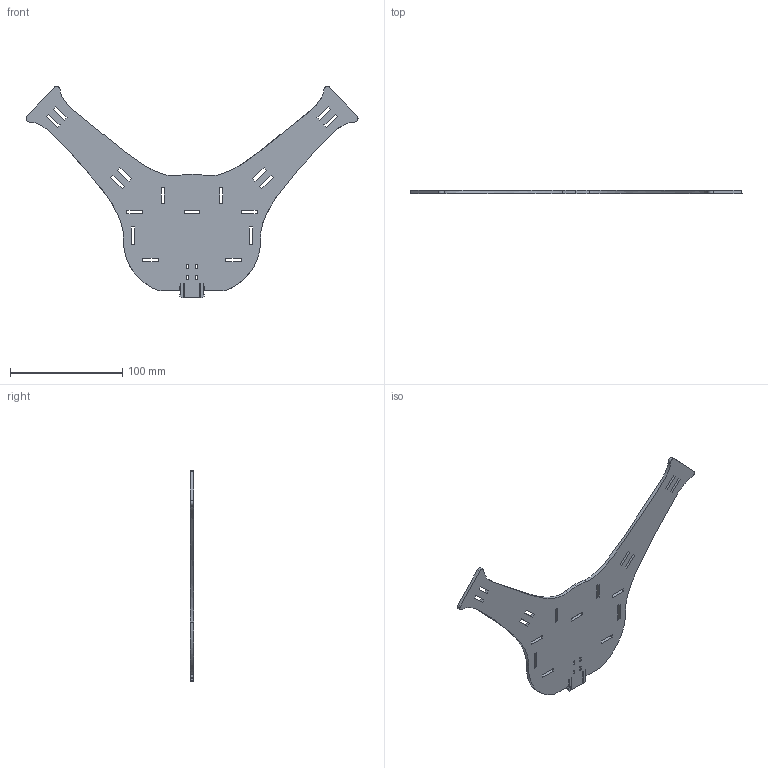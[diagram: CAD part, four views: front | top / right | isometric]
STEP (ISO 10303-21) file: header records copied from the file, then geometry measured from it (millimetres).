
FILE_DESCRIPTION (( 'STEP AP203' ), '1' );
FILE_NAME ('frame-1-1.step', '2015-02-17T13:08:36', ( 'Cesar' ), ( '' ), 'SwSTEP 2.0', 'SolidWorks 2013', '' );
FILE_SCHEMA (( 'CONFIG_CONTROL_DESIGN' ));
Length unit declared in the file: millimetre
Products named in the file (1): frame-1-1
Bounding box: 295.77 x 3 x 188.32 mm (x, y, z)
Volume: 56376.4 mm3; surface area: 42183.6 mm2
Topology: 1 solids, 1 shells, 133 faces, 393 edges, 262 vertices
Faces by surface type: plane 105, cylinder 16, bspline 12
Entity records: 6116 total; most frequent: CARTESIAN_POINT 2449, ORIENTED_EDGE 786, DIRECTION 645, EDGE_CURVE 393, VECTOR 337, LINE 337, VERTEX_POINT 262, EDGE_LOOP 175
